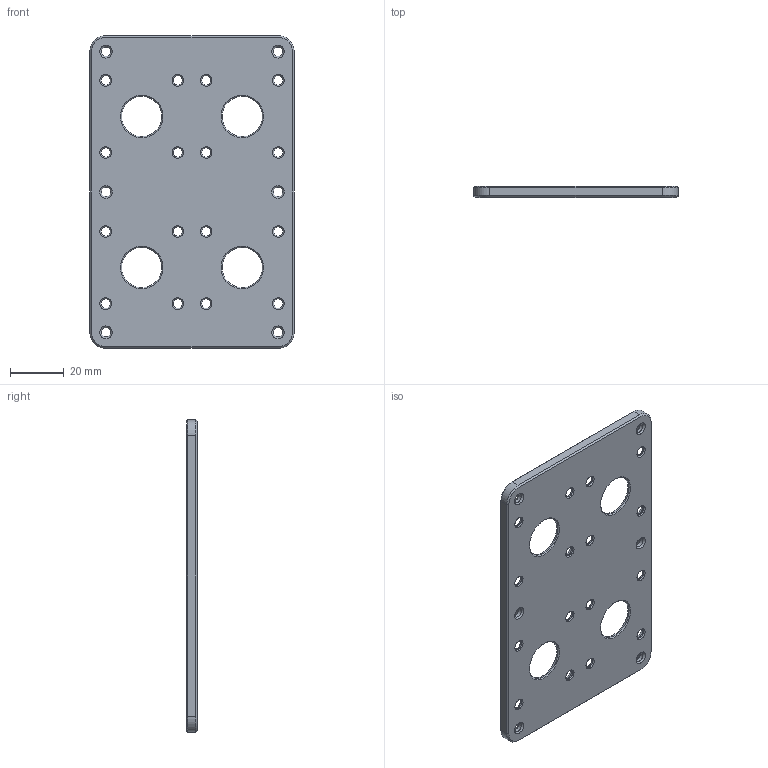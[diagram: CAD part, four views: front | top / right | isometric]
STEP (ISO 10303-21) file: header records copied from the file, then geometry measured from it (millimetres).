
FILE_DESCRIPTION(/* description */ (''),/* implementation_level */ '2;1');
FILE_NAME(/* name */ 'SidePanel.step',/* time_stamp */ '2020-12-28T21:26:39+01:00',/* author */ (''),/* organization */ (''),/* preprocessor_version */ 'ST-DEVELOPER v18.1',/* originating_system */ 'Autodesk Translation Framework v9.7.1.1290',/* authorisation */ '');
FILE_SCHEMA (('AUTOMOTIVE_DESIGN { 1 0 10303 214 3 1 1 }'));
Length unit declared in the file: millimetre
Products named in the file (2): PanelMountedWaterproof; SidePanel
Assembly tree (1 placements, depth 2):
  PanelMountedWaterproof
    SidePanel
Bounding box: 76 x 4 x 116.4 mm (x, y, z)
Volume: 17706.2 mm3; surface area: 20182.8 mm2
Topology: 1 solids, 1 shells, 494 faces, 1332 edges, 874 vertices
Faces by surface type: bspline 206, plane 202, cylinder 46, cone 40
Full cylindrical faces by diameter (mm): 3.5 x22, 15 x4
Entity records: 17455 total; most frequent: CARTESIAN_POINT 6205, ORIENTED_EDGE 2664, DIRECTION 1640, EDGE_CURVE 1332, VERTEX_POINT 874, LINE 782, VECTOR 782, EDGE_LOOP 580
